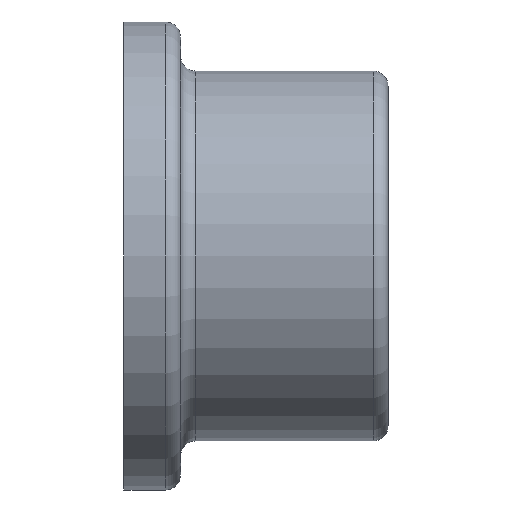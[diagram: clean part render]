
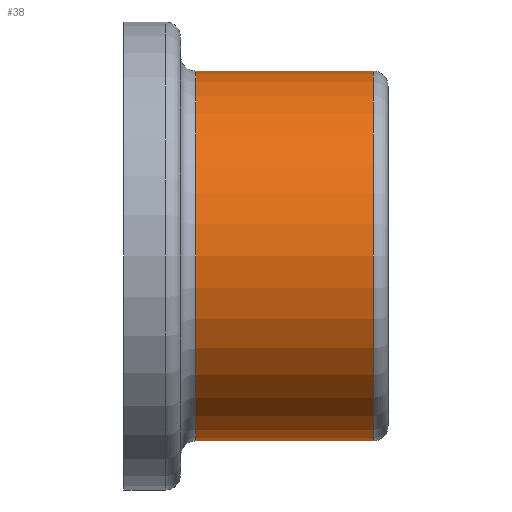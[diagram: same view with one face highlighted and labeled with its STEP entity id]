
A CAD part, left-side view. The second image highlights one B-rep face of the part: STEP entity #38.
In plain terms, the highlighted cylindrical face has radius 9.8 mm (diameter 19.6 mm), a partial arc.
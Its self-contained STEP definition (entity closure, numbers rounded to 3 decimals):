
#38=ADVANCED_FACE('',(#55),#159,.T.);
#55=FACE_OUTER_BOUND('',#73,.F.);
#73=EDGE_LOOP('',(#107,#108,#109,#110));
#107=ORIENTED_EDGE('',*,*,#201,.T.);
#108=ORIENTED_EDGE('',*,*,#188,.F.);
#109=ORIENTED_EDGE('',*,*,#202,.F.);
#110=ORIENTED_EDGE('',*,*,#195,.T.);
#159=CYLINDRICAL_SURFACE('',#325,9.8);
#171=LINE('',#485,#177);
#172=LINE('',#486,#178);
#177=VECTOR('',#381,9.4);
#178=VECTOR('',#382,9.4);
#188=EDGE_CURVE('',#257,#258,#222,.T.);
#195=EDGE_CURVE('',#249,#250,#229,.T.);
#201=EDGE_CURVE('',#250,#258,#171,.T.);
#202=EDGE_CURVE('',#249,#257,#172,.T.);
#222=CIRCLE('',#299,9.8);
#229=CIRCLE('',#306,9.8);
#249=VERTEX_POINT('',#451);
#250=VERTEX_POINT('',#452);
#257=VERTEX_POINT('',#459);
#258=VERTEX_POINT('',#460);
#299=AXIS2_PLACEMENT_3D('',#472,#357,#358);
#306=AXIS2_PLACEMENT_3D('',#479,#371,#372);
#325=AXIS2_PLACEMENT_3D('',#504,#415,#416);
#357=DIRECTION('',(0.,-1.,0.));
#358=DIRECTION('',(0.,0.,1.));
#371=DIRECTION('',(0.,-1.,0.));
#372=DIRECTION('',(0.,0.,1.));
#381=DIRECTION('',(0.,1.,0.));
#382=DIRECTION('',(0.,1.,0.));
#415=DIRECTION('',(0.,-1.,0.));
#416=DIRECTION('',(0.,0.,1.));
#451=CARTESIAN_POINT('',(273.365,-75.7,9.8));
#452=CARTESIAN_POINT('',(273.365,-75.7,-9.8));
#459=CARTESIAN_POINT('',(273.365,-66.3,9.8));
#460=CARTESIAN_POINT('',(273.365,-66.3,-9.8));
#472=CARTESIAN_POINT('',(273.365,-66.3,0.));
#479=CARTESIAN_POINT('',(273.365,-75.7,0.));
#485=CARTESIAN_POINT('',(273.365,-75.7,-9.8));
#486=CARTESIAN_POINT('',(273.365,-75.7,9.8));
#504=CARTESIAN_POINT('',(273.365,-76.5,0.));
